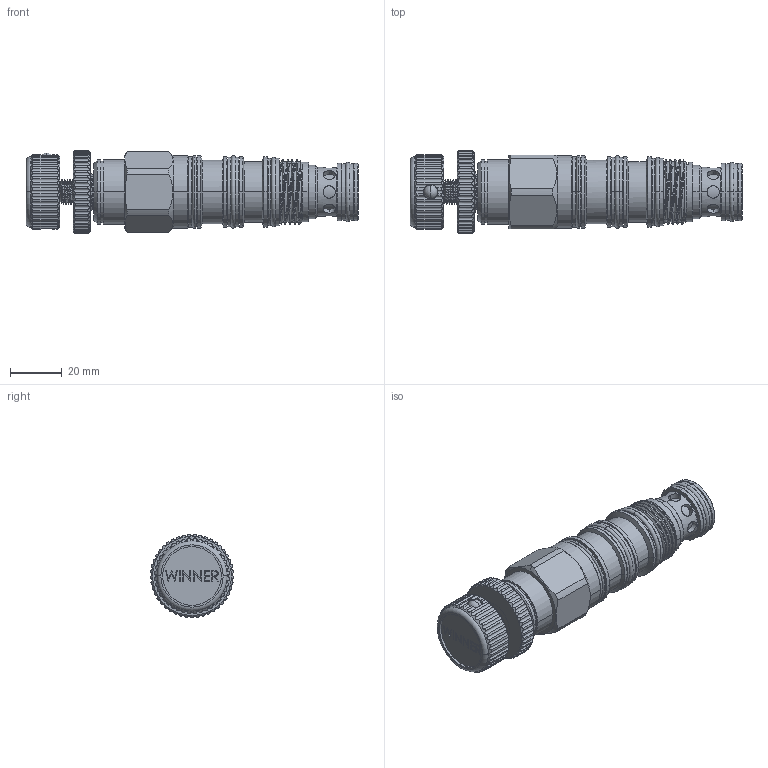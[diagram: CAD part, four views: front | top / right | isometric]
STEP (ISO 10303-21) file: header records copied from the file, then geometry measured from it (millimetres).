
FILE_DESCRIPTION (( 'STEP AP203' ), '1' );
FILE_NAME ('LN22A4P-K.STEP', '2021-07-05T01:53:22', ( '' ), ( '' ), 'SwSTEP 2.0', 'SolidWorks 2018', '' );
FILE_SCHEMA (( 'CONFIG_CONTROL_DESIGN' ));
Products named in the file (1): LN22A4P-K
Bounding box: 128.63 x 32.2 x 32.18 mm (x, y, z)
Volume: 65082.2 mm3; surface area: 18831 mm2
Topology: 2 solids, 2 shells, 604 faces, 1591 edges, 1038 vertices
Faces by surface type: cylinder 389, plane 126, cone 51, torus 22, bspline 14, sphere 2
Entity records: 30531 total; most frequent: CARTESIAN_POINT 16094, ORIENTED_EDGE 3182, DIRECTION 2800, EDGE_CURVE 1591, AXIS2_PLACEMENT_3D 1077, VERTEX_POINT 1038, EDGE_LOOP 653, VECTOR 646
